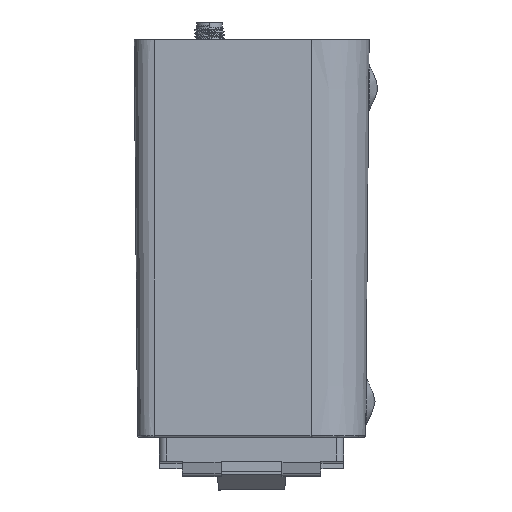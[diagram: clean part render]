
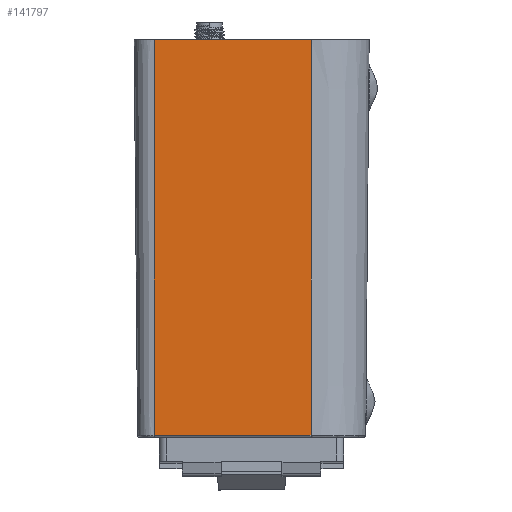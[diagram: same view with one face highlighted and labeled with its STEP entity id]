
A CAD part, left-side view. The second image highlights one B-rep face of the part: STEP entity #141797.
In plain terms, the highlighted face is planar.
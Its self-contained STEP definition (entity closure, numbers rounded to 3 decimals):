
#3563 = DIRECTION ( 'NONE',  ( -0.009, 0., -1. ) ) ;
#5870 = CARTESIAN_POINT ( 'NONE',  ( 116.23, 24., 83.7 ) ) ;
#11608 = LINE ( 'NONE', #5870, #355379 ) ;
#11865 = DIRECTION ( 'NONE',  ( 0., 1., 0. ) ) ;
#15258 = VERTEX_POINT ( 'NONE', #185286 ) ;
#17350 = CARTESIAN_POINT ( 'NONE',  ( 116.23, 3.5, 83.7 ) ) ;
#26149 = EDGE_CURVE ( 'NONE', #15258, #35739, #69803, .T. ) ;
#26428 = EDGE_CURVE ( 'NONE', #15258, #375211, #147392, .T. ) ;
#30432 = DIRECTION ( 'NONE',  ( -0.009, 0., -1. ) ) ;
#30732 = ORIENTED_EDGE ( 'NONE', *, *, #26428, .T. ) ;
#35739 = VERTEX_POINT ( 'NONE', #139669 ) ;
#64913 = CARTESIAN_POINT ( 'NONE',  ( 115.5, 1.1, 0. ) ) ;
#69803 = B_SPLINE_CURVE_WITH_KNOTS ( 'NONE', 1,
 ( #279943, #17350 ),
 .UNSPECIFIED., .F., .F.,
 ( 2, 2 ),
 ( 0., 1. ),
 .UNSPECIFIED. ) ;
#70889 = CARTESIAN_POINT ( 'NONE',  ( 116.23, 36.5, 83.7 ) ) ;
#83814 = ORIENTED_EDGE ( 'NONE', *, *, #158439, .F. ) ;
#95010 = CARTESIAN_POINT ( 'NONE',  ( 115.504, 36.5, 0.496 ) ) ;
#108029 = AXIS2_PLACEMENT_3D ( 'NONE', #64913, #121344, #3563 ) ;
#115309 = LINE ( 'NONE', #358316, #289559 ) ;
#121344 = DIRECTION ( 'NONE',  ( 1., 0., -0.009 ) ) ;
#136569 = VERTEX_POINT ( 'NONE', #70889 ) ;
#139669 = CARTESIAN_POINT ( 'NONE',  ( 116.23, 3.5, 83.7 ) ) ;
#141797 = ADVANCED_FACE ( 'NONE', ( #214594 ), #148306, .T. ) ;
#147392 = LINE ( 'NONE', #218212, #160957 ) ;
#148306 = PLANE ( 'NONE',  #108029 ) ;
#158439 = EDGE_CURVE ( 'NONE', #35739, #136569, #11608, .T. ) ;
#160957 = VECTOR ( 'NONE', #11865, 1000. ) ;
#172403 = ORIENTED_EDGE ( 'NONE', *, *, #186264, .F. ) ;
#185286 = CARTESIAN_POINT ( 'NONE',  ( 115.504, 3.5, 0.496 ) ) ;
#186264 = EDGE_CURVE ( 'NONE', #136569, #375211, #115309, .T. ) ;
#199025 = ORIENTED_EDGE ( 'NONE', *, *, #26149, .F. ) ;
#214594 = FACE_OUTER_BOUND ( 'NONE', #265492, .T. ) ;
#218212 = CARTESIAN_POINT ( 'NONE',  ( 115.504, 1.1, 0.496 ) ) ;
#265492 = EDGE_LOOP ( 'NONE', ( #199025, #30732, #172403, #83814 ) ) ;
#279943 = CARTESIAN_POINT ( 'NONE',  ( 115.504, 3.5, 0.496 ) ) ;
#289559 = VECTOR ( 'NONE', #30432, 1000. ) ;
#329887 = DIRECTION ( 'NONE',  ( 0., 1., 0. ) ) ;
#355379 = VECTOR ( 'NONE', #329887, 1000. ) ;
#358316 = CARTESIAN_POINT ( 'NONE',  ( 115.867, 36.5, 42.098 ) ) ;
#375211 = VERTEX_POINT ( 'NONE', #95010 ) ;
